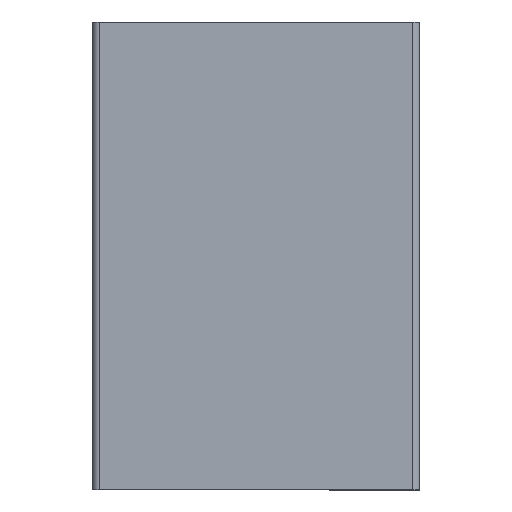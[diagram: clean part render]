
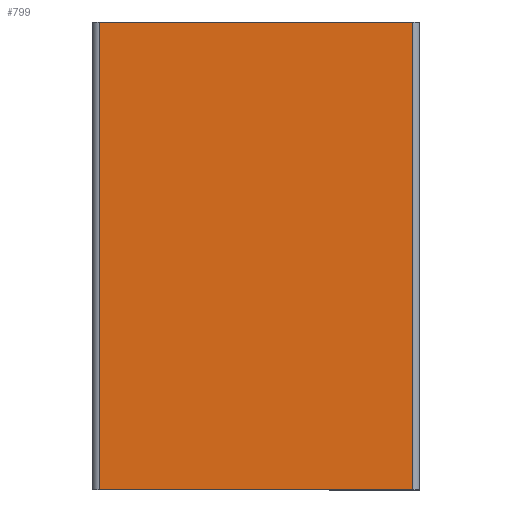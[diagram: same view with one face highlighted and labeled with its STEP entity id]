
A CAD part, left-side view. The second image highlights one B-rep face of the part: STEP entity #799.
In plain terms, the highlighted planar face has unit normal (-1, 0, 0).
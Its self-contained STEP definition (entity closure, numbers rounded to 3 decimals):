
#32 = VERTEX_POINT ( 'NONE', #580 ) ;
#75 = ORIENTED_EDGE ( 'NONE', *, *, #375, .F. ) ;
#103 = VECTOR ( 'NONE', #619, 1000. ) ;
#115 = ORIENTED_EDGE ( 'NONE', *, *, #145, .F. ) ;
#145 = EDGE_CURVE ( 'NONE', #195, #32, #314, .T. ) ;
#159 = PLANE ( 'NONE',  #659 ) ;
#195 = VERTEX_POINT ( 'NONE', #240 ) ;
#214 = EDGE_CURVE ( 'NONE', #367, #873, #394, .T. ) ;
#240 = CARTESIAN_POINT ( 'NONE',  ( -0.125, 0.168, -0.5 ) ) ;
#314 = LINE ( 'NONE', #825, #563 ) ;
#357 = FACE_OUTER_BOUND ( 'NONE', #593, .T. ) ;
#367 = VERTEX_POINT ( 'NONE', #548 ) ;
#375 = EDGE_CURVE ( 'NONE', #32, #367, #751, .T. ) ;
#393 = DIRECTION ( 'NONE',  ( 0., -1., 0. ) ) ;
#394 = LINE ( 'NONE', #735, #764 ) ;
#406 = EDGE_CURVE ( 'NONE', #873, #195, #559, .T. ) ;
#435 = VECTOR ( 'NONE', #393, 1000. ) ;
#437 = DIRECTION ( 'NONE',  ( 0., 0., -1. ) ) ;
#471 = DIRECTION ( 'NONE',  ( 0., 0., -1. ) ) ;
#548 = CARTESIAN_POINT ( 'NONE',  ( -0.125, -0.168, 0. ) ) ;
#555 = CARTESIAN_POINT ( 'NONE',  ( -0.125, 0., 0. ) ) ;
#559 = LINE ( 'NONE', #608, #103 ) ;
#563 = VECTOR ( 'NONE', #892, 1000. ) ;
#579 = ORIENTED_EDGE ( 'NONE', *, *, #406, .F. ) ;
#580 = CARTESIAN_POINT ( 'NONE',  ( -0.125, 0.168, 0. ) ) ;
#593 = EDGE_LOOP ( 'NONE', ( #649, #75, #115, #579 ) ) ;
#608 = CARTESIAN_POINT ( 'NONE',  ( -0.125, 0., -0.5 ) ) ;
#619 = DIRECTION ( 'NONE',  ( 0., 1., 0. ) ) ;
#649 = ORIENTED_EDGE ( 'NONE', *, *, #214, .F. ) ;
#659 = AXIS2_PLACEMENT_3D ( 'NONE', #858, #863, #437 ) ;
#732 = CARTESIAN_POINT ( 'NONE',  ( -0.125, -0.168, -0.5 ) ) ;
#735 = CARTESIAN_POINT ( 'NONE',  ( -0.125, -0.168, -0.5 ) ) ;
#751 = LINE ( 'NONE', #555, #435 ) ;
#764 = VECTOR ( 'NONE', #471, 1000. ) ;
#799 = ADVANCED_FACE ( 'NONE', ( #357 ), #159, .F. ) ;
#825 = CARTESIAN_POINT ( 'NONE',  ( -0.125, 0.168, -0.5 ) ) ;
#858 = CARTESIAN_POINT ( 'NONE',  ( -0.125, 0., -0.5 ) ) ;
#863 = DIRECTION ( 'NONE',  ( 1., 0., 0. ) ) ;
#873 = VERTEX_POINT ( 'NONE', #732 ) ;
#892 = DIRECTION ( 'NONE',  ( 0., 0., 1. ) ) ;
